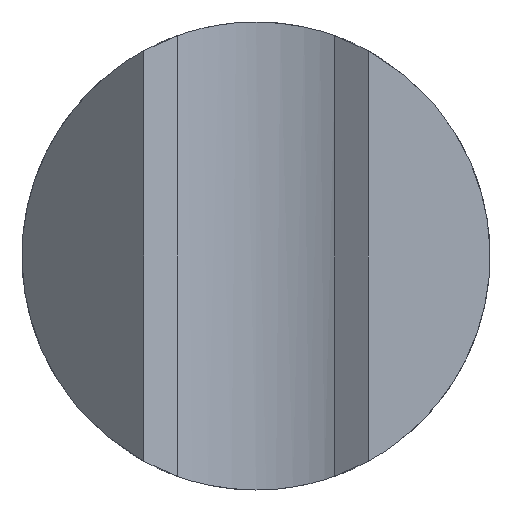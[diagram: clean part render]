
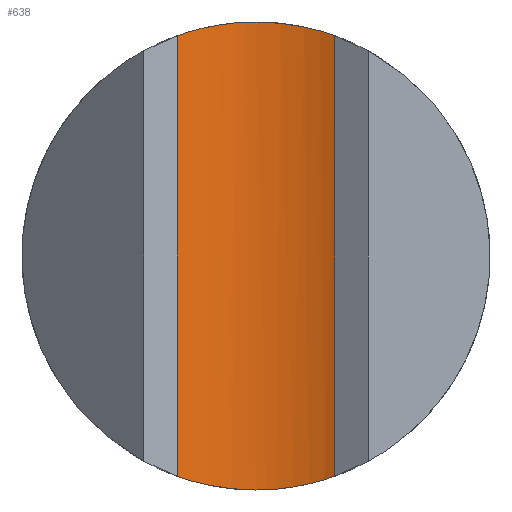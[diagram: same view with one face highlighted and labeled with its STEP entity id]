
A CAD part, left-side view. The second image highlights one B-rep face of the part: STEP entity #638.
In plain terms, the highlighted cylindrical face has radius 14.25 mm (diameter 28.5 mm), a partial arc.
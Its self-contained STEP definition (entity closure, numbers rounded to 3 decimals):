
#40 = DIRECTION ( 'NONE',  ( 0., 0., -1. ) ) ;
#49 = VECTOR ( 'NONE', #40, 1000. ) ;
#64 = EDGE_CURVE ( 'NONE', #454, #366, #481, .T. ) ;
#76 = CARTESIAN_POINT ( 'NONE',  ( -1.514, 6.867, 15.551 ) ) ;
#77 = LINE ( 'NONE', #652, #110 ) ;
#82 = CARTESIAN_POINT ( 'NONE',  ( 0.25, 1.237, -17. ) ) ;
#84 = CARTESIAN_POINT ( 'NONE',  ( -0.661, 5.023, -16.243 ) ) ;
#86 = EDGE_CURVE ( 'NONE', #282, #454, #773, .T. ) ;
#92 = B_SPLINE_CURVE_WITH_KNOTS ( 'NONE', 3,
 ( #369, #563, #629, #247, #699, #311, #313, #767, #823, #382 ),
 .UNSPECIFIED., .F., .F.,
 ( 4, 2, 2, 2, 4 ),
 ( -0.007, -0.004, -0.003, -0.002, 0. ),
 .UNSPECIFIED. ) ;
#94 = CARTESIAN_POINT ( 'NONE',  ( 0.092, -2.436, 16.867 ) ) ;
#99 = CARTESIAN_POINT ( 'NONE',  ( 0.21, -1.228, -16.966 ) ) ;
#108 = CARTESIAN_POINT ( 'NONE',  ( -0.959, -5.859, -15.996 ) ) ;
#110 = VECTOR ( 'NONE', #271, 1000. ) ;
#113 = ORIENTED_EDGE ( 'NONE', *, *, #86, .F. ) ;
#131 = CARTESIAN_POINT ( 'NONE',  ( -1.514, 6.867, -15.551 ) ) ;
#139 = EDGE_CURVE ( 'NONE', #739, #856, #92, .T. ) ;
#151 = CARTESIAN_POINT ( 'NONE',  ( -1.236, 6.363, -15.774 ) ) ;
#154 = CARTESIAN_POINT ( 'NONE',  ( 0.25, 0., -17. ) ) ;
#155 = CARTESIAN_POINT ( 'NONE',  ( -0.56, -4.746, 16.327 ) ) ;
#157 = CARTESIAN_POINT ( 'NONE',  ( 0.25, 0., -17. ) ) ;
#172 = EDGE_LOOP ( 'NONE', ( #647, #113, #764, #234, #797, #722 ) ) ;
#173 = CARTESIAN_POINT ( 'NONE',  ( -14., 0., -25. ) ) ;
#222 = CARTESIAN_POINT ( 'NONE',  ( -1.236, -6.363, 15.774 ) ) ;
#234 = ORIENTED_EDGE ( 'NONE', *, *, #139, .F. ) ;
#247 = CARTESIAN_POINT ( 'NONE',  ( -0.14, 3.324, 16.674 ) ) ;
#271 = DIRECTION ( 'NONE',  ( 0., 0., 1. ) ) ;
#282 = VERTEX_POINT ( 'NONE', #664 ) ;
#291 = CARTESIAN_POINT ( 'NONE',  ( 0.25, 0., -17. ) ) ;
#292 = CARTESIAN_POINT ( 'NONE',  ( -0.661, -5.023, 16.243 ) ) ;
#294 = CARTESIAN_POINT ( 'NONE',  ( -1.514, -6.867, -15.551 ) ) ;
#301 = CARTESIAN_POINT ( 'NONE',  ( 0.044, -2.432, -16.828 ) ) ;
#310 = DIRECTION ( 'NONE',  ( 0., 0., -1. ) ) ;
#311 = CARTESIAN_POINT ( 'NONE',  ( 0.044, 2.432, 16.828 ) ) ;
#313 = CARTESIAN_POINT ( 'NONE',  ( 0.093, 2.133, 16.868 ) ) ;
#349 = CARTESIAN_POINT ( 'NONE',  ( -0.374, 4.181, -16.481 ) ) ;
#366 = VERTEX_POINT ( 'NONE', #157 ) ;
#368 = EDGE_CURVE ( 'NONE', #366, #835, #544, .T. ) ;
#369 = CARTESIAN_POINT ( 'NONE',  ( -1.514, 6.867, 15.551 ) ) ;
#370 = AXIS2_PLACEMENT_3D ( 'NONE', #173, #310, #688 ) ;
#382 = CARTESIAN_POINT ( 'NONE',  ( 0.25, 0., 17. ) ) ;
#410 = CARTESIAN_POINT ( 'NONE',  ( 0.25, 0., 17. ) ) ;
#416 = CARTESIAN_POINT ( 'NONE',  ( 0.25, 0., 17. ) ) ;
#423 = CARTESIAN_POINT ( 'NONE',  ( -0.522, -4.78, -16.358 ) ) ;
#427 = CARTESIAN_POINT ( 'NONE',  ( -0.14, -3.324, -16.674 ) ) ;
#432 = CARTESIAN_POINT ( 'NONE',  ( -0.072, -3.027, -16.731 ) ) ;
#454 = VERTEX_POINT ( 'NONE', #294 ) ;
#470 = CARTESIAN_POINT ( 'NONE',  ( -0.288, 3.891, -16.551 ) ) ;
#481 = B_SPLINE_CURVE_WITH_KNOTS ( 'NONE', 3,
 ( #492, #108, #423, #427, #432, #301, #608, #99, #680, #291 ),
 .UNSPECIFIED., .F., .F.,
 ( 4, 2, 2, 2, 4 ),
 ( 0., 0.004, 0.005, 0.005, 0.007 ),
 .UNSPECIFIED. ) ;
#492 = CARTESIAN_POINT ( 'NONE',  ( -1.514, -6.867, -15.551 ) ) ;
#537 = CARTESIAN_POINT ( 'NONE',  ( -0.56, 4.746, -16.327 ) ) ;
#539 = CYLINDRICAL_SURFACE ( 'NONE', #370, 14.25 ) ;
#544 = B_SPLINE_CURVE_WITH_KNOTS ( 'NONE', 3,
 ( #154, #82, #595, #470, #349, #537, #84, #605, #151, #735 ),
 .UNSPECIFIED., .F., .F.,
 ( 4, 2, 2, 2, 4 ),
 ( 0.007, 0.011, 0.012, 0.013, 0.015 ),
 .UNSPECIFIED. ) ;
#557 = FACE_OUTER_BOUND ( 'NONE', #172, .T. ) ;
#563 = CARTESIAN_POINT ( 'NONE',  ( -0.959, 5.859, 15.996 ) ) ;
#567 = EDGE_CURVE ( 'NONE', #856, #282, #737, .T. ) ;
#595 = CARTESIAN_POINT ( 'NONE',  ( 0.092, 2.436, -16.867 ) ) ;
#597 = CARTESIAN_POINT ( 'NONE',  ( -0.288, -3.891, 16.551 ) ) ;
#604 = CARTESIAN_POINT ( 'NONE',  ( -0.988, -5.839, 15.976 ) ) ;
#605 = CARTESIAN_POINT ( 'NONE',  ( -0.988, 5.839, -15.976 ) ) ;
#608 = CARTESIAN_POINT ( 'NONE',  ( 0.093, -2.133, -16.868 ) ) ;
#610 = CARTESIAN_POINT ( 'NONE',  ( 0.25, -1.237, 17. ) ) ;
#629 = CARTESIAN_POINT ( 'NONE',  ( -0.522, 4.78, 16.358 ) ) ;
#638 = ADVANCED_FACE ( 'NONE', ( #557 ), #539, .F. ) ;
#647 = ORIENTED_EDGE ( 'NONE', *, *, #64, .F. ) ;
#652 = CARTESIAN_POINT ( 'NONE',  ( -1.514, 6.867, -25. ) ) ;
#664 = CARTESIAN_POINT ( 'NONE',  ( -1.514, -6.867, 15.551 ) ) ;
#680 = CARTESIAN_POINT ( 'NONE',  ( 0.25, -0.618, -17. ) ) ;
#683 = CARTESIAN_POINT ( 'NONE',  ( -0.374, -4.181, 16.481 ) ) ;
#688 = DIRECTION ( 'NONE',  ( -1., 0., 0. ) ) ;
#699 = CARTESIAN_POINT ( 'NONE',  ( -0.072, 3.027, 16.731 ) ) ;
#722 = ORIENTED_EDGE ( 'NONE', *, *, #368, .F. ) ;
#735 = CARTESIAN_POINT ( 'NONE',  ( -1.514, 6.867, -15.551 ) ) ;
#737 = B_SPLINE_CURVE_WITH_KNOTS ( 'NONE', 3,
 ( #416, #610, #94, #597, #683, #155, #292, #604, #222, #813 ),
 .UNSPECIFIED., .F., .F.,
 ( 4, 2, 2, 2, 4 ),
 ( 0., 0.004, 0.005, 0.005, 0.007 ),
 .UNSPECIFIED. ) ;
#739 = VERTEX_POINT ( 'NONE', #76 ) ;
#764 = ORIENTED_EDGE ( 'NONE', *, *, #567, .F. ) ;
#767 = CARTESIAN_POINT ( 'NONE',  ( 0.21, 1.228, 16.966 ) ) ;
#773 = LINE ( 'NONE', #815, #49 ) ;
#797 = ORIENTED_EDGE ( 'NONE', *, *, #821, .F. ) ;
#813 = CARTESIAN_POINT ( 'NONE',  ( -1.514, -6.867, 15.551 ) ) ;
#815 = CARTESIAN_POINT ( 'NONE',  ( -1.514, -6.867, -25. ) ) ;
#821 = EDGE_CURVE ( 'NONE', #835, #739, #77, .T. ) ;
#823 = CARTESIAN_POINT ( 'NONE',  ( 0.25, 0.618, 17. ) ) ;
#835 = VERTEX_POINT ( 'NONE', #131 ) ;
#856 = VERTEX_POINT ( 'NONE', #410 ) ;
